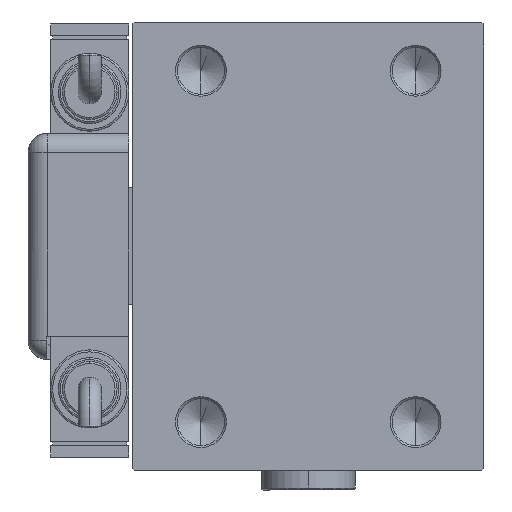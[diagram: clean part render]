
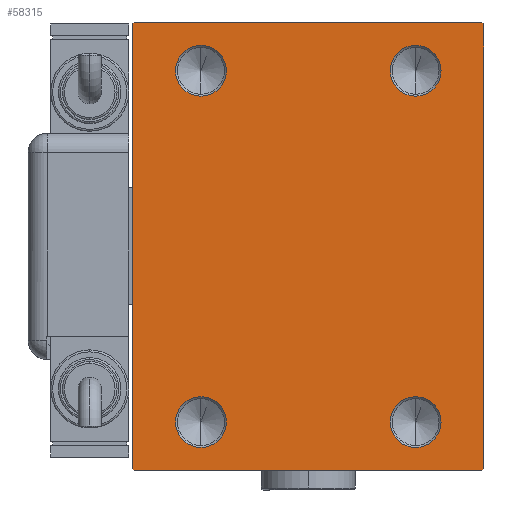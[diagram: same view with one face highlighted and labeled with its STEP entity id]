
A CAD part, left-side view. The second image highlights one B-rep face of the part: STEP entity #58315.
In plain terms, the highlighted face is planar.
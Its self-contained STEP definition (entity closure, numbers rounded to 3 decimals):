
#66 = CARTESIAN_POINT ( 'NONE',  ( 108., -27.5, -45. ) ) ;
#164 = ORIENTED_EDGE ( 'NONE', *, *, #10707, .F. ) ;
#217 = VERTEX_POINT ( 'NONE', #23367 ) ;
#628 = EDGE_CURVE ( 'NONE', #57682, #217, #50300, .T. ) ;
#644 = VECTOR ( 'NONE', #34175, 1000. ) ;
#1020 = ORIENTED_EDGE ( 'NONE', *, *, #33856, .T. ) ;
#1151 = LINE ( 'NONE', #25924, #60187 ) ;
#1401 = VERTEX_POINT ( 'NONE', #56560 ) ;
#2029 = DIRECTION ( 'NONE',  ( 0., 0., -1. ) ) ;
#2120 = ORIENTED_EDGE ( 'NONE', *, *, #29113, .T. ) ;
#2285 = CARTESIAN_POINT ( 'NONE',  ( 108., 27.5, -45. ) ) ;
#2733 = CARTESIAN_POINT ( 'NONE',  ( 108., 27.5, -51.5 ) ) ;
#3825 = ORIENTED_EDGE ( 'NONE', *, *, #51586, .T. ) ;
#4542 = ORIENTED_EDGE ( 'NONE', *, *, #62221, .T. ) ;
#4864 = ORIENTED_EDGE ( 'NONE', *, *, #54580, .F. ) ;
#5027 = EDGE_LOOP ( 'NONE', ( #12099, #38730 ) ) ;
#5067 = EDGE_CURVE ( 'NONE', #7514, #33744, #23459, .T. ) ;
#5721 = CARTESIAN_POINT ( 'NONE',  ( 108., -45., 57. ) ) ;
#7514 = VERTEX_POINT ( 'NONE', #11189 ) ;
#7738 = DIRECTION ( 'NONE',  ( 0., 0., -1. ) ) ;
#9106 = CIRCLE ( 'NONE', #18344, 6.5 ) ;
#9768 = DIRECTION ( 'NONE',  ( 0., 0., -1. ) ) ;
#9951 = CARTESIAN_POINT ( 'NONE',  ( 108., 27.5, -38.5 ) ) ;
#10707 = EDGE_CURVE ( 'NONE', #53973, #29350, #13836, .T. ) ;
#11052 = CARTESIAN_POINT ( 'NONE',  ( 108., 45., 57.5 ) ) ;
#11189 = CARTESIAN_POINT ( 'NONE',  ( 108., -45., -57. ) ) ;
#11840 = AXIS2_PLACEMENT_3D ( 'NONE', #2285, #60859, #7738 ) ;
#11976 = EDGE_CURVE ( 'NONE', #51678, #12083, #57080, .T. ) ;
#11984 = FACE_OUTER_BOUND ( 'NONE', #50067, .T. ) ;
#12083 = VERTEX_POINT ( 'NONE', #9951 ) ;
#12099 = ORIENTED_EDGE ( 'NONE', *, *, #51815, .F. ) ;
#12449 = CARTESIAN_POINT ( 'NONE',  ( 108., -27.5, -45. ) ) ;
#13355 = ORIENTED_EDGE ( 'NONE', *, *, #26025, .F. ) ;
#13826 = EDGE_CURVE ( 'NONE', #47000, #17979, #20166, .T. ) ;
#13836 = CIRCLE ( 'NONE', #40578, 6.5 ) ;
#13902 = AXIS2_PLACEMENT_3D ( 'NONE', #45472, #46741, #2029 ) ;
#14220 = DIRECTION ( 'NONE',  ( 0., 0., -1. ) ) ;
#14974 = EDGE_LOOP ( 'NONE', ( #53246, #13355 ) ) ;
#15293 = EDGE_LOOP ( 'NONE', ( #60865, #164 ) ) ;
#15345 = DIRECTION ( 'NONE',  ( 0., 0.707, 0.707 ) ) ;
#17564 = VECTOR ( 'NONE', #36252, 1000. ) ;
#17979 = VERTEX_POINT ( 'NONE', #52128 ) ;
#18344 = AXIS2_PLACEMENT_3D ( 'NONE', #56183, #57751, #37472 ) ;
#18626 = VERTEX_POINT ( 'NONE', #35748 ) ;
#19042 = ORIENTED_EDGE ( 'NONE', *, *, #56468, .T. ) ;
#19055 = AXIS2_PLACEMENT_3D ( 'NONE', #44206, #19743, #9768 ) ;
#19743 = DIRECTION ( 'NONE',  ( 1., 0., 0. ) ) ;
#20166 = LINE ( 'NONE', #39806, #23212 ) ;
#21249 = CARTESIAN_POINT ( 'NONE',  ( 108., -44.5, -57.5 ) ) ;
#21635 = FACE_BOUND ( 'NONE', #5027, .T. ) ;
#22700 = CARTESIAN_POINT ( 'NONE',  ( 108., -45., -57.5 ) ) ;
#23122 = EDGE_CURVE ( 'NONE', #1401, #18626, #9106, .T. ) ;
#23212 = VECTOR ( 'NONE', #15345, 1000. ) ;
#23367 = CARTESIAN_POINT ( 'NONE',  ( 108., -44.5, 57.5 ) ) ;
#23459 = LINE ( 'NONE', #43096, #62587 ) ;
#23776 = DIRECTION ( 'NONE',  ( 0., 0.707, -0.707 ) ) ;
#25396 = AXIS2_PLACEMENT_3D ( 'NONE', #51248, #46409, #62467 ) ;
#25539 = VECTOR ( 'NONE', #61650, 1000. ) ;
#25640 = CIRCLE ( 'NONE', #44157, 6.5 ) ;
#25882 = AXIS2_PLACEMENT_3D ( 'NONE', #66, #58314, #14220 ) ;
#25924 = CARTESIAN_POINT ( 'NONE',  ( 108., -45., 57.5 ) ) ;
#26025 = EDGE_CURVE ( 'NONE', #52316, #61282, #25640, .T. ) ;
#27230 = DIRECTION ( 'NONE',  ( 0., 0., -1. ) ) ;
#27267 = EDGE_LOOP ( 'NONE', ( #4864, #35194 ) ) ;
#27328 = DIRECTION ( 'NONE',  ( 0., -0.707, -0.707 ) ) ;
#28025 = CIRCLE ( 'NONE', #36254, 6.5 ) ;
#28747 = DIRECTION ( 'NONE',  ( 1., 0., 0. ) ) ;
#29099 = CARTESIAN_POINT ( 'NONE',  ( 108., 27.5, 51.5 ) ) ;
#29113 = EDGE_CURVE ( 'NONE', #17979, #42580, #35927, .T. ) ;
#29327 = LINE ( 'NONE', #29657, #644 ) ;
#29350 = VERTEX_POINT ( 'NONE', #29099 ) ;
#29657 = CARTESIAN_POINT ( 'NONE',  ( 108., 51., 51. ) ) ;
#29984 = VECTOR ( 'NONE', #27328, 1000. ) ;
#31275 = FACE_BOUND ( 'NONE', #15293, .T. ) ;
#31598 = PLANE ( 'NONE',  #25396 ) ;
#31767 = CARTESIAN_POINT ( 'NONE',  ( 108., 27.5, 38.5 ) ) ;
#32111 = ORIENTED_EDGE ( 'NONE', *, *, #5067, .T. ) ;
#32135 = CARTESIAN_POINT ( 'NONE',  ( 108., 44.5, 57.5 ) ) ;
#33744 = VERTEX_POINT ( 'NONE', #21249 ) ;
#33856 = EDGE_CURVE ( 'NONE', #217, #50211, #51808, .T. ) ;
#34175 = DIRECTION ( 'NONE',  ( 0., -0.707, 0.707 ) ) ;
#34216 = ORIENTED_EDGE ( 'NONE', *, *, #13826, .T. ) ;
#34418 = DIRECTION ( 'NONE',  ( 1., 0., 0. ) ) ;
#35194 = ORIENTED_EDGE ( 'NONE', *, *, #23122, .F. ) ;
#35748 = CARTESIAN_POINT ( 'NONE',  ( 108., -27.5, 51.5 ) ) ;
#35927 = LINE ( 'NONE', #59763, #17564 ) ;
#36252 = DIRECTION ( 'NONE',  ( 0., 0., 1. ) ) ;
#36254 = AXIS2_PLACEMENT_3D ( 'NONE', #43132, #34418, #58245 ) ;
#37472 = DIRECTION ( 'NONE',  ( 0., 0., -1. ) ) ;
#37733 = VECTOR ( 'NONE', #41278, 1000. ) ;
#38412 = DIRECTION ( 'NONE',  ( 0., 0., -1. ) ) ;
#38730 = ORIENTED_EDGE ( 'NONE', *, *, #11976, .F. ) ;
#39806 = CARTESIAN_POINT ( 'NONE',  ( 108., 51., -51. ) ) ;
#40416 = CARTESIAN_POINT ( 'NONE',  ( 108., 45., 57. ) ) ;
#40578 = AXIS2_PLACEMENT_3D ( 'NONE', #58698, #28747, #38412 ) ;
#41278 = DIRECTION ( 'NONE',  ( 0., -1., 0. ) ) ;
#42580 = VERTEX_POINT ( 'NONE', #40416 ) ;
#42727 = CIRCLE ( 'NONE', #19055, 6.5 ) ;
#43067 = CARTESIAN_POINT ( 'NONE',  ( 108., 44.5, -57.5 ) ) ;
#43075 = EDGE_CURVE ( 'NONE', #61282, #52316, #60846, .T. ) ;
#43096 = CARTESIAN_POINT ( 'NONE',  ( 108., -51., -51. ) ) ;
#43132 = CARTESIAN_POINT ( 'NONE',  ( 108., 27.5, 45. ) ) ;
#44157 = AXIS2_PLACEMENT_3D ( 'NONE', #12449, #61679, #27230 ) ;
#44206 = CARTESIAN_POINT ( 'NONE',  ( 108., 27.5, -45. ) ) ;
#44453 = ORIENTED_EDGE ( 'NONE', *, *, #628, .T. ) ;
#45472 = CARTESIAN_POINT ( 'NONE',  ( 108., -27.5, 45. ) ) ;
#45674 = EDGE_CURVE ( 'NONE', #29350, #53973, #28025, .T. ) ;
#46095 = FACE_BOUND ( 'NONE', #14974, .T. ) ;
#46409 = DIRECTION ( 'NONE',  ( 1., 0., 0. ) ) ;
#46741 = DIRECTION ( 'NONE',  ( 1., 0., 0. ) ) ;
#47000 = VERTEX_POINT ( 'NONE', #43067 ) ;
#49892 = CIRCLE ( 'NONE', #13902, 6.5 ) ;
#50067 = EDGE_LOOP ( 'NONE', ( #44453, #1020, #3825, #32111, #4542, #34216, #2120, #19042 ) ) ;
#50211 = VERTEX_POINT ( 'NONE', #5721 ) ;
#50300 = LINE ( 'NONE', #11052, #37733 ) ;
#50916 = FACE_BOUND ( 'NONE', #27267, .T. ) ;
#51248 = CARTESIAN_POINT ( 'NONE',  ( 108., 0., 0. ) ) ;
#51586 = EDGE_CURVE ( 'NONE', #50211, #7514, #1151, .T. ) ;
#51678 = VERTEX_POINT ( 'NONE', #2733 ) ;
#51808 = LINE ( 'NONE', #56945, #29984 ) ;
#51815 = EDGE_CURVE ( 'NONE', #12083, #51678, #42727, .T. ) ;
#52128 = CARTESIAN_POINT ( 'NONE',  ( 108., 45., -57. ) ) ;
#52316 = VERTEX_POINT ( 'NONE', #62726 ) ;
#53246 = ORIENTED_EDGE ( 'NONE', *, *, #43075, .F. ) ;
#53973 = VERTEX_POINT ( 'NONE', #31767 ) ;
#54580 = EDGE_CURVE ( 'NONE', #18626, #1401, #49892, .T. ) ;
#54891 = DIRECTION ( 'NONE',  ( 0., 0., -1. ) ) ;
#56183 = CARTESIAN_POINT ( 'NONE',  ( 108., -27.5, 45. ) ) ;
#56468 = EDGE_CURVE ( 'NONE', #42580, #57682, #29327, .T. ) ;
#56512 = LINE ( 'NONE', #22700, #25539 ) ;
#56560 = CARTESIAN_POINT ( 'NONE',  ( 108., -27.5, 38.5 ) ) ;
#56945 = CARTESIAN_POINT ( 'NONE',  ( 108., -51., 51. ) ) ;
#57080 = CIRCLE ( 'NONE', #11840, 6.5 ) ;
#57682 = VERTEX_POINT ( 'NONE', #32135 ) ;
#57751 = DIRECTION ( 'NONE',  ( 1., 0., 0. ) ) ;
#58245 = DIRECTION ( 'NONE',  ( 0., 0., -1. ) ) ;
#58314 = DIRECTION ( 'NONE',  ( 1., 0., 0. ) ) ;
#58315 = ADVANCED_FACE ( 'NONE', ( #31275, #50916, #46095, #21635, #11984 ), #31598, .T. ) ;
#58698 = CARTESIAN_POINT ( 'NONE',  ( 108., 27.5, 45. ) ) ;
#59328 = CARTESIAN_POINT ( 'NONE',  ( 108., -27.5, -38.5 ) ) ;
#59763 = CARTESIAN_POINT ( 'NONE',  ( 108., 45., -57.5 ) ) ;
#60187 = VECTOR ( 'NONE', #54891, 1000. ) ;
#60846 = CIRCLE ( 'NONE', #25882, 6.5 ) ;
#60859 = DIRECTION ( 'NONE',  ( 1., 0., 0. ) ) ;
#60865 = ORIENTED_EDGE ( 'NONE', *, *, #45674, .F. ) ;
#61282 = VERTEX_POINT ( 'NONE', #59328 ) ;
#61650 = DIRECTION ( 'NONE',  ( 0., 1., 0. ) ) ;
#61679 = DIRECTION ( 'NONE',  ( 1., 0., 0. ) ) ;
#62221 = EDGE_CURVE ( 'NONE', #33744, #47000, #56512, .T. ) ;
#62467 = DIRECTION ( 'NONE',  ( 0., 0., -1. ) ) ;
#62587 = VECTOR ( 'NONE', #23776, 1000. ) ;
#62726 = CARTESIAN_POINT ( 'NONE',  ( 108., -27.5, -51.5 ) ) ;
